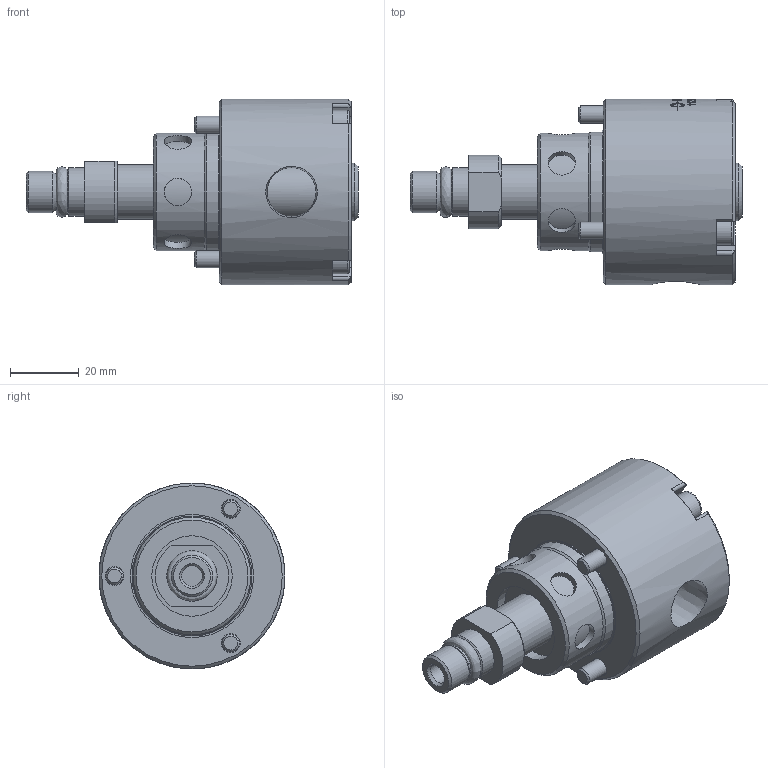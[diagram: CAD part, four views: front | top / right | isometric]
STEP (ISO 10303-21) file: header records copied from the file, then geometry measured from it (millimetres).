
FILE_DESCRIPTION(/* description */ (''),/* implementation_level */ '2;1');
FILE_NAME(/* name */ '1121-300-327-IC.stp',/* time_stamp */ '2020-05-14T15:09:57-05:00',/* author */ ('moorera'),/* organization */ (''),/* preprocessor_version */ 'ST-DEVELOPER v18.1',/* originating_system */ 'Autodesk Inventor 2020',/* authorisation */ '');
FILE_SCHEMA (('AUTOMOTIVE_DESIGN { 1 0 10303 214 3 1 1 }'));
Length unit declared in the file: millimetre
Products named in the file (1): 1121-300-327-IC
Bounding box: 96.4 x 54 x 54 mm (x, y, z)
Volume: 106844.8 mm3; surface area: 21948.5 mm2
Topology: 2 solids, 5 shells, 425 faces, 1137 edges, 772 vertices
Faces by surface type: bspline 177, plane 142, cylinder 75, cone 25, torus 6
Full cylindrical faces by diameter (mm): 5 x3, 5.5 x3, 6 x1, 7.9 x6, 8.5 x3, 9.9 x2, 12 x1, 14 x1, 14.25 x1, 15.88 x1, 23.4 x1, 34.1 x1, 34.82 x1, 35.8 x1, 54 x1
Entity records: 19072 total; most frequent: CARTESIAN_POINT 9038, ORIENTED_EDGE 2264, DIRECTION 1651, EDGE_CURVE 1132, VERTEX_POINT 772, AXIS2_PLACEMENT_3D 606, EDGE_LOOP 484, LINE 439
